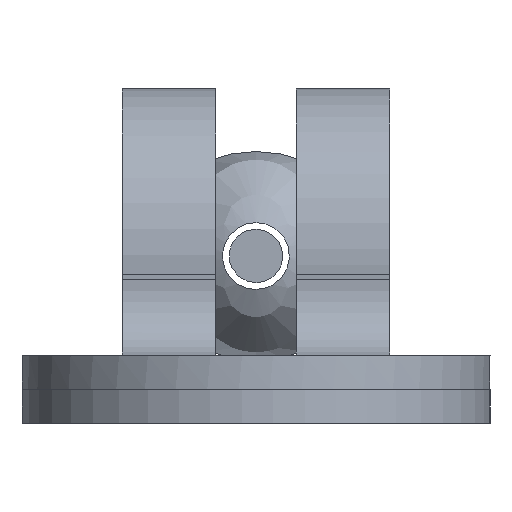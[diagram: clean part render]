
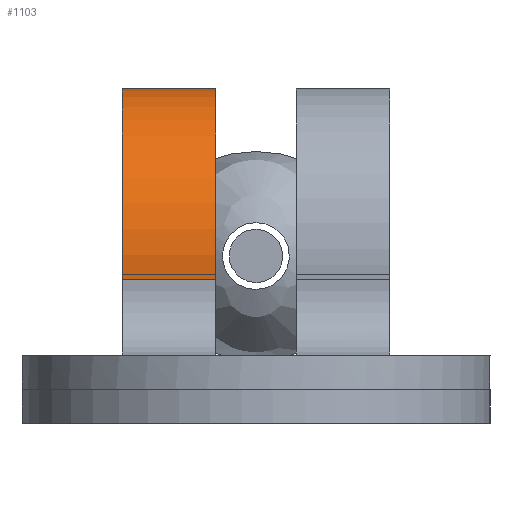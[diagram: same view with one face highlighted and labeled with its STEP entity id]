
A CAD part, left-side view. The second image highlights one B-rep face of the part: STEP entity #1103.
In plain terms, the highlighted free-form (B-spline) face has degree [1, 2] with [2, 7] control points.
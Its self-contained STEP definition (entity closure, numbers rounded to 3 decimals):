
#351=CARTESIAN_POINT('',(0.4,-0.6,-2.5));
#352=VERTEX_POINT('',#351);
#372=CARTESIAN_POINT('',(2.875,-0.6,-0.35));
#373=VERTEX_POINT('',#372);
#374=CARTESIAN_POINT('',(2.875,-0.6,-0.35));
#375=CARTESIAN_POINT('',(3.118,-0.6,1.368));
#376=CARTESIAN_POINT('',(1.594,-0.6,2.196));
#377=CARTESIAN_POINT('',(0.07,-0.6,3.025));
#378=CARTESIAN_POINT('',(-1.239,-0.6,1.887));
#379=CARTESIAN_POINT('',(-2.549,-0.6,0.75));
#380=CARTESIAN_POINT('',(-1.942,-0.6,-0.875));
#381=CARTESIAN_POINT('',(-1.335,-0.6,-2.5));
#382=CARTESIAN_POINT('',(0.4,-0.6,-2.5));
#390=(BOUNDED_CURVE()B_SPLINE_CURVE(2,(#374,#375,#376,#377,#378,#379,#380,#381,#382),.UNSPECIFIED.,.F.,.U.)B_SPLINE_CURVE_WITH_KNOTS((3,2,2,2,3),(0.0,0.25,0.5,0.75,1.0),.UNSPECIFIED.)CURVE()GEOMETRIC_REPRESENTATION_ITEM()RATIONAL_B_SPLINE_CURVE((1.0,0.822,1.0,0.822,1.0,0.822,1.0,0.822,1.0))REPRESENTATION_ITEM(''));
#391=EDGE_CURVE('',#373,#352,#390,.T.);
#561=CARTESIAN_POINT('',(2.875,-2.0,-0.35));
#562=VERTEX_POINT('',#561);
#563=CARTESIAN_POINT('',(2.875,-0.6,-0.35));
#564=CARTESIAN_POINT('',(2.875,-2.0,-0.35));
#565=QUASI_UNIFORM_CURVE('',1,(#563,#564),.UNSPECIFIED.,.F.,.U.);
#566=EDGE_CURVE('',#373,#562,#565,.T.);
#753=CARTESIAN_POINT('',(0.4,-2.0,-2.5));
#754=VERTEX_POINT('',#753);
#755=CARTESIAN_POINT('',(2.875,-2.0,-0.35));
#756=CARTESIAN_POINT('',(3.118,-2.,1.368));
#757=CARTESIAN_POINT('',(1.594,-2.0,2.196));
#758=CARTESIAN_POINT('',(0.07,-2.,3.025));
#759=CARTESIAN_POINT('',(-1.239,-2.0,1.887));
#760=CARTESIAN_POINT('',(-2.549,-2.,0.75));
#761=CARTESIAN_POINT('',(-1.942,-2.0,-0.875));
#762=CARTESIAN_POINT('',(-1.335,-2.,-2.5));
#763=CARTESIAN_POINT('',(0.4,-2.0,-2.5));
#771=(BOUNDED_CURVE()B_SPLINE_CURVE(2,(#755,#756,#757,#758,#759,#760,#761,#762,#763),.UNSPECIFIED.,.F.,.U.)B_SPLINE_CURVE_WITH_KNOTS((3,2,2,2,3),(0.0,0.25,0.5,0.75,1.0),.UNSPECIFIED.)CURVE()GEOMETRIC_REPRESENTATION_ITEM()RATIONAL_B_SPLINE_CURVE((1.0,0.822,1.0,0.822,1.0,0.822,1.0,0.822,1.0))REPRESENTATION_ITEM(''));
#772=EDGE_CURVE('',#562,#754,#771,.T.);
#1012=CARTESIAN_POINT('',(0.4,-0.6,-2.5));
#1013=CARTESIAN_POINT('',(0.4,-2.0,-2.5));
#1014=QUASI_UNIFORM_CURVE('',1,(#1012,#1013),.UNSPECIFIED.,.F.,.U.);
#1015=EDGE_CURVE('',#352,#754,#1014,.T.);
#1075=CARTESIAN_POINT('',(0.507,-0.565,-2.498));
#1076=CARTESIAN_POINT('',(0.507,-2.036,-2.498));
#1077=CARTESIAN_POINT('',(-2.219,-0.565,-2.614));
#1078=CARTESIAN_POINT('',(-2.219,-2.036,-2.614));
#1079=CARTESIAN_POINT('',(-2.098,-0.565,0.111));
#1080=CARTESIAN_POINT('',(-2.098,-2.036,0.111));
#1081=CARTESIAN_POINT('',(-1.976,-0.565,2.837));
#1082=CARTESIAN_POINT('',(-1.976,-2.036,2.837));
#1083=CARTESIAN_POINT('',(0.728,-0.565,2.478));
#1084=CARTESIAN_POINT('',(0.728,-2.036,2.478));
#1085=CARTESIAN_POINT('',(3.433,-0.565,2.12));
#1086=CARTESIAN_POINT('',(3.433,-2.036,2.12));
#1087=CARTESIAN_POINT('',(2.84,-0.565,-0.543));
#1088=CARTESIAN_POINT('',(2.84,-2.036,-0.543));
#1096=(BOUNDED_SURFACE()B_SPLINE_SURFACE(1,2,((#1075,#1077,#1079,#1081,#1083,#1085,#1087),(#1076,#1078,#1080,#1082,#1084,#1086,#1088)),.UNSPECIFIED.,.F.,.F.,.U.)B_SPLINE_SURFACE_WITH_KNOTS((2,2),(3,2,2,3),(0.0,1.0),(0.0,4.4,8.8,13.2),.UNSPECIFIED.)GEOMETRIC_REPRESENTATION_ITEM()RATIONAL_B_SPLINE_SURFACE(((1.0,0.676,1.0,0.676,1.0,0.676,1.0),(1.0,0.676,1.0,0.676,1.0,0.676,1.0)))REPRESENTATION_ITEM('')SURFACE());
#1097=ORIENTED_EDGE('',*,*,#566,.F.);
#1098=ORIENTED_EDGE('',*,*,#391,.T.);
#1099=ORIENTED_EDGE('',*,*,#1015,.T.);
#1100=ORIENTED_EDGE('',*,*,#772,.F.);
#1101=EDGE_LOOP('',(#1097,#1098,#1099,#1100));
#1102=FACE_OUTER_BOUND('',#1101,.T.);
#1103=ADVANCED_FACE('',(#1102),#1096,.T.);
